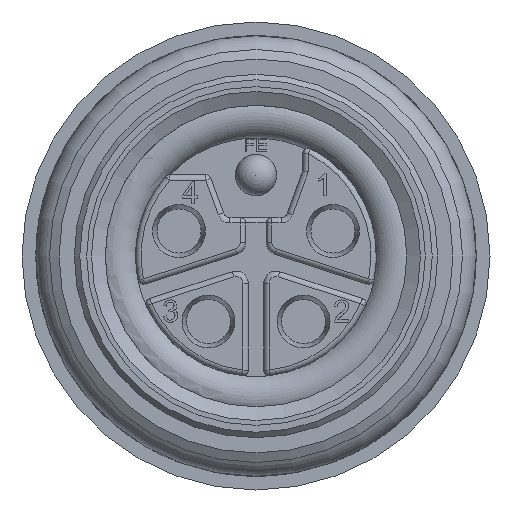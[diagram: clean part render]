
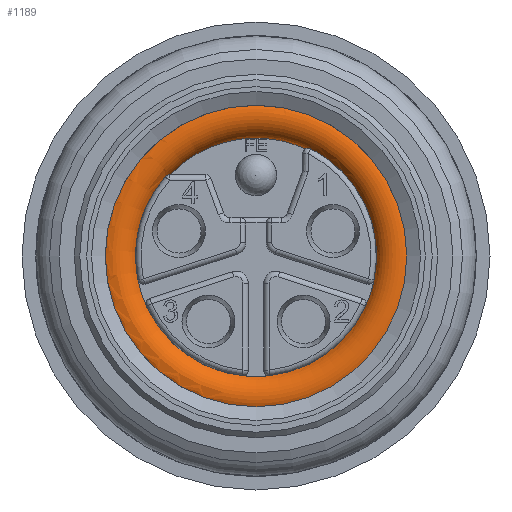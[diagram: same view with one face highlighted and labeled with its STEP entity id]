
A CAD part, left-side view. The second image highlights one B-rep face of the part: STEP entity #1189.
In plain terms, the highlighted toroidal (fillet/blend) face has major radius 5.125 mm and minor radius 0.85 mm.
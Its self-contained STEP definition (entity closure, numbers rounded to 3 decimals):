
#123=TOROIDAL_SURFACE('',#5127,5.125,0.85);
#312=B_SPLINE_CURVE_WITH_KNOTS('',3,(#9563,#9564,#9565,#9566,#9567,#9568,
#9569),.UNSPECIFIED.,.F.,.F.,(4,3,4),(0.,0.496,1.),
 .UNSPECIFIED.);
#322=B_SPLINE_CURVE_WITH_KNOTS('',3,(#9632,#9633,#9634,#9635,#9636,#9637,
#9638),.UNSPECIFIED.,.F.,.F.,(4,3,4),(0.,0.13,1.),
 .UNSPECIFIED.);
#323=B_SPLINE_CURVE_WITH_KNOTS('',3,(#9640,#9641,#9642,#9643,#9644,#9645,
#9646),.UNSPECIFIED.,.F.,.F.,(4,3,4),(0.,0.494,1.),
 .UNSPECIFIED.);
#335=B_SPLINE_CURVE_WITH_KNOTS('',3,(#9723,#9724,#9725,#9726,#9727,#9728,
#9729),.UNSPECIFIED.,.F.,.F.,(4,3,4),(0.,0.12,1.),
 .UNSPECIFIED.);
#339=B_SPLINE_CURVE_WITH_KNOTS('',3,(#9843,#9844,#9845,#9846,#9847,#9848,
#9849,#9850,#9851,#9852,#9853,#9854,#9855,#9856,#9857,#9858,#9859,#9860,
#9861),.UNSPECIFIED.,.F.,.F.,(4,3,3,3,3,3,4),(0.,0.438,0.603,
0.77,0.879,0.972,1.),.UNSPECIFIED.);
#340=B_SPLINE_CURVE_WITH_KNOTS('',3,(#9878,#9879,#9880,#9881,#9882,#9883,
#9884,#9885,#9886,#9887,#9888,#9889,#9890,#9891,#9892,#9893),
 .UNSPECIFIED.,.F.,.F.,(4,3,3,3,3,4),(0.,0.138,0.275,
0.491,0.84,1.),.UNSPECIFIED.);
#341=B_SPLINE_CURVE_WITH_KNOTS('',3,(#9902,#9903,#9904,#9905,#9906,#9907,
#9908),.UNSPECIFIED.,.F.,.F.,(4,3,4),(0.,0.923,1.),
 .UNSPECIFIED.);
#985=FACE_BOUND('',#1905,.T.);
#986=FACE_BOUND('',#1906,.T.);
#1189=ADVANCED_FACE('',(#985,#986),#123,.T.);
#1905=EDGE_LOOP('',(#2797));
#1906=EDGE_LOOP('',(#2798,#2799,#2800,#2801,#2802,#2803,#2804,#2805,#2806,
#2807,#2808,#2809,#2810));
#2797=ORIENTED_EDGE('',*,*,#4163,.F.);
#2798=ORIENTED_EDGE('',*,*,#4268,.F.);
#2799=ORIENTED_EDGE('',*,*,#4269,.T.);
#2800=ORIENTED_EDGE('',*,*,#4164,.F.);
#2801=ORIENTED_EDGE('',*,*,#4154,.F.);
#2802=ORIENTED_EDGE('',*,*,#4182,.F.);
#2803=ORIENTED_EDGE('',*,*,#4270,.T.);
#2804=ORIENTED_EDGE('',*,*,#4183,.F.);
#2805=ORIENTED_EDGE('',*,*,#4142,.F.);
#2806=ORIENTED_EDGE('',*,*,#4205,.F.);
#2807=ORIENTED_EDGE('',*,*,#4271,.T.);
#2808=ORIENTED_EDGE('',*,*,#4256,.T.);
#2809=ORIENTED_EDGE('',*,*,#4272,.T.);
#2810=ORIENTED_EDGE('',*,*,#4264,.T.);
#3600=VERTEX_POINT('',#9458);
#3602=VERTEX_POINT('',#9461);
#3612=VERTEX_POINT('',#9516);
#3614=VERTEX_POINT('',#9519);
#3622=VERTEX_POINT('',#9561);
#3623=VERTEX_POINT('',#9570);
#3632=VERTEX_POINT('',#9631);
#3633=VERTEX_POINT('',#9647);
#3644=VERTEX_POINT('',#9722);
#3687=VERTEX_POINT('',#9862);
#3688=VERTEX_POINT('',#9863);
#3694=VERTEX_POINT('',#9894);
#3695=VERTEX_POINT('',#9895);
#3698=VERTEX_POINT('',#9909);
#4142=EDGE_CURVE('',#3600,#3602,#4689,.T.);
#4154=EDGE_CURVE('',#3612,#3614,#4690,.T.);
#4163=EDGE_CURVE('',#3622,#3622,#4691,.T.);
#4164=EDGE_CURVE('',#3614,#3623,#312,.T.);
#4182=EDGE_CURVE('',#3632,#3612,#322,.T.);
#4183=EDGE_CURVE('',#3602,#3633,#323,.T.);
#4205=EDGE_CURVE('',#3644,#3600,#335,.T.);
#4256=EDGE_CURVE('',#3687,#3688,#339,.T.);
#4264=EDGE_CURVE('',#3694,#3695,#340,.T.);
#4268=EDGE_CURVE('',#3698,#3695,#341,.T.);
#4269=EDGE_CURVE('',#3698,#3623,#4717,.T.);
#4270=EDGE_CURVE('',#3632,#3633,#4718,.T.);
#4271=EDGE_CURVE('',#3644,#3687,#4719,.T.);
#4272=EDGE_CURVE('',#3688,#3694,#4720,.T.);
#4689=CIRCLE('',#5056,4.279);
#4690=CIRCLE('',#5058,4.279);
#4691=CIRCLE('',#5060,5.475);
#4717=CIRCLE('',#5123,4.284);
#4718=CIRCLE('',#5124,4.284);
#4719=CIRCLE('',#5125,4.284);
#4720=CIRCLE('',#5126,4.375);
#5056=AXIS2_PLACEMENT_3D('',#9460,#5902,#5903);
#5058=AXIS2_PLACEMENT_3D('',#9518,#5906,#5907);
#5060=AXIS2_PLACEMENT_3D('',#9560,#5910,#5911);
#5123=AXIS2_PLACEMENT_3D('',#9910,#6084,#6085);
#5124=AXIS2_PLACEMENT_3D('',#9911,#6086,#6087);
#5125=AXIS2_PLACEMENT_3D('',#9912,#6088,#6089);
#5126=AXIS2_PLACEMENT_3D('',#9913,#6090,#6091);
#5127=AXIS2_PLACEMENT_3D('',#9914,#6092,#6093);
#5902=DIRECTION('',(-1.,0.,0.));
#5903=DIRECTION('',(0.,0.,1.));
#5906=DIRECTION('',(-1.,0.,0.));
#5907=DIRECTION('',(0.,0.,1.));
#5910=DIRECTION('',(1.,0.,0.));
#5911=DIRECTION('',(0.,0.,-1.));
#6084=DIRECTION('',(1.,0.,0.));
#6085=DIRECTION('',(0.,0.,-1.));
#6086=DIRECTION('',(1.,0.,0.));
#6087=DIRECTION('',(0.,0.,-1.));
#6088=DIRECTION('',(1.,0.,0.));
#6089=DIRECTION('',(0.,0.,-1.));
#6090=DIRECTION('',(1.,0.,0.));
#6091=DIRECTION('',(0.,0.,-1.));
#6092=DIRECTION('',(-1.,0.,0.));
#6093=DIRECTION('',(0.,0.,1.));
#9458=CARTESIAN_POINT('',(46.2,49.613,4.261));
#9460=CARTESIAN_POINT('',(46.2,50.,0.));
#9461=CARTESIAN_POINT('',(46.2,49.974,4.279));
#9516=CARTESIAN_POINT('',(46.2,50.062,4.278));
#9518=CARTESIAN_POINT('',(46.2,50.,0.));
#9519=CARTESIAN_POINT('',(46.2,50.399,4.26));
#9560=CARTESIAN_POINT('',(45.347,50.,0.));
#9561=CARTESIAN_POINT('',(45.347,50.,-5.475));
#9563=CARTESIAN_POINT('',(46.2,50.399,4.26));
#9564=CARTESIAN_POINT('',(46.167,50.399,4.257));
#9565=CARTESIAN_POINT('',(46.134,50.399,4.256));
#9566=CARTESIAN_POINT('',(46.1,50.399,4.257));
#9567=CARTESIAN_POINT('',(46.067,50.399,4.257));
#9568=CARTESIAN_POINT('',(46.033,50.399,4.26));
#9569=CARTESIAN_POINT('',(46.,50.399,4.265));
#9570=CARTESIAN_POINT('',(46.,50.399,4.265));
#9631=CARTESIAN_POINT('',(46.,50.062,4.283));
#9632=CARTESIAN_POINT('',(46.,50.062,4.283));
#9633=CARTESIAN_POINT('',(46.009,50.062,4.282));
#9634=CARTESIAN_POINT('',(46.017,50.062,4.281));
#9635=CARTESIAN_POINT('',(46.026,50.062,4.28));
#9636=CARTESIAN_POINT('',(46.084,50.062,4.273));
#9637=CARTESIAN_POINT('',(46.142,50.062,4.273));
#9638=CARTESIAN_POINT('',(46.2,50.062,4.278));
#9640=CARTESIAN_POINT('',(46.2,49.974,4.279));
#9641=CARTESIAN_POINT('',(46.167,49.974,4.276));
#9642=CARTESIAN_POINT('',(46.134,49.974,4.274));
#9643=CARTESIAN_POINT('',(46.101,49.974,4.275));
#9644=CARTESIAN_POINT('',(46.067,49.974,4.276));
#9645=CARTESIAN_POINT('',(46.033,49.974,4.279));
#9646=CARTESIAN_POINT('',(46.,49.974,4.284));
#9647=CARTESIAN_POINT('',(46.,49.974,4.284));
#9722=CARTESIAN_POINT('',(46.,49.613,4.266));
#9723=CARTESIAN_POINT('',(46.,49.613,4.266));
#9724=CARTESIAN_POINT('',(46.008,49.613,4.265));
#9725=CARTESIAN_POINT('',(46.016,49.613,4.264));
#9726=CARTESIAN_POINT('',(46.024,49.613,4.263));
#9727=CARTESIAN_POINT('',(46.082,49.613,4.256));
#9728=CARTESIAN_POINT('',(46.142,49.613,4.256));
#9729=CARTESIAN_POINT('',(46.2,49.613,4.261));
#9843=CARTESIAN_POINT('',(46.,48.203,3.889));
#9844=CARTESIAN_POINT('',(45.947,48.196,3.894));
#9845=CARTESIAN_POINT('',(45.895,48.182,3.902));
#9846=CARTESIAN_POINT('',(45.847,48.159,3.909));
#9847=CARTESIAN_POINT('',(45.828,48.15,3.911));
#9848=CARTESIAN_POINT('',(45.811,48.14,3.914));
#9849=CARTESIAN_POINT('',(45.794,48.128,3.916));
#9850=CARTESIAN_POINT('',(45.778,48.115,3.917));
#9851=CARTESIAN_POINT('',(45.763,48.101,3.918));
#9852=CARTESIAN_POINT('',(45.75,48.085,3.917));
#9853=CARTESIAN_POINT('',(45.742,48.074,3.916));
#9854=CARTESIAN_POINT('',(45.735,48.062,3.914));
#9855=CARTESIAN_POINT('',(45.73,48.05,3.911));
#9856=CARTESIAN_POINT('',(45.726,48.04,3.909));
#9857=CARTESIAN_POINT('',(45.723,48.029,3.905));
#9858=CARTESIAN_POINT('',(45.722,48.018,3.9));
#9859=CARTESIAN_POINT('',(45.721,48.015,3.899));
#9860=CARTESIAN_POINT('',(45.721,48.012,3.897));
#9861=CARTESIAN_POINT('',(45.721,48.009,3.896));
#9862=CARTESIAN_POINT('',(46.,48.203,3.889));
#9863=CARTESIAN_POINT('',(45.721,48.009,3.896));
#9878=CARTESIAN_POINT('',(45.721,53.292,2.882));
#9879=CARTESIAN_POINT('',(45.721,53.284,2.89));
#9880=CARTESIAN_POINT('',(45.723,53.276,2.898));
#9881=CARTESIAN_POINT('',(45.726,53.268,2.905));
#9882=CARTESIAN_POINT('',(45.73,53.259,2.912));
#9883=CARTESIAN_POINT('',(45.735,53.25,2.918));
#9884=CARTESIAN_POINT('',(45.741,53.242,2.923));
#9885=CARTESIAN_POINT('',(45.75,53.229,2.93));
#9886=CARTESIAN_POINT('',(45.762,53.216,2.936));
#9887=CARTESIAN_POINT('',(45.775,53.205,2.94));
#9888=CARTESIAN_POINT('',(45.796,53.186,2.946));
#9889=CARTESIAN_POINT('',(45.82,53.171,2.948));
#9890=CARTESIAN_POINT('',(45.846,53.158,2.949));
#9891=CARTESIAN_POINT('',(45.858,53.152,2.95));
#9892=CARTESIAN_POINT('',(45.87,53.146,2.95));
#9893=CARTESIAN_POINT('',(45.882,53.141,2.95));
#9894=CARTESIAN_POINT('',(45.721,53.292,2.882));
#9895=CARTESIAN_POINT('',(45.882,53.141,2.95));
#9902=CARTESIAN_POINT('',(46.,53.106,2.95));
#9903=CARTESIAN_POINT('',(45.963,53.113,2.95));
#9904=CARTESIAN_POINT('',(45.926,53.124,2.95));
#9905=CARTESIAN_POINT('',(45.891,53.138,2.95));
#9906=CARTESIAN_POINT('',(45.888,53.139,2.95));
#9907=CARTESIAN_POINT('',(45.885,53.14,2.95));
#9908=CARTESIAN_POINT('',(45.882,53.141,2.95));
#9909=CARTESIAN_POINT('',(46.,53.106,2.95));
#9910=CARTESIAN_POINT('',(46.,50.,0.));
#9911=CARTESIAN_POINT('',(46.,50.,0.));
#9912=CARTESIAN_POINT('',(46.,50.,0.));
#9913=CARTESIAN_POINT('',(45.721,50.,0.));
#9914=CARTESIAN_POINT('',(46.121,50.,0.));
